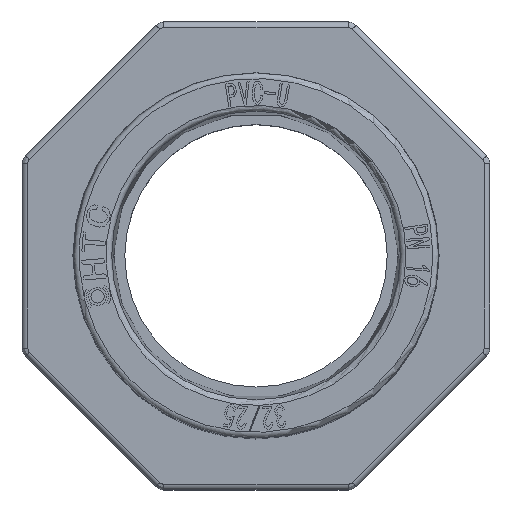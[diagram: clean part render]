
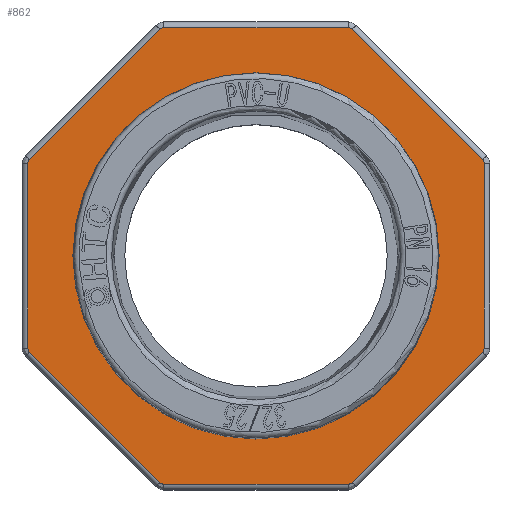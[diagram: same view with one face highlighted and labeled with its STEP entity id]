
A CAD part, top view. The second image highlights one B-rep face of the part: STEP entity #862.
In plain terms, the highlighted planar face has unit normal (0, 0, 1).
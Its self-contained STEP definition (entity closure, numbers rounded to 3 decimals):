
#862=ADVANCED_FACE('',(#3738,#3739),#1578,.F.);
#1578=PLANE('',#13251);
#2261=LINE('',#21643,#2940);
#2262=LINE('',#21648,#2941);
#2263=LINE('',#21652,#2942);
#2264=LINE('',#21656,#2943);
#2265=LINE('',#21660,#2944);
#2266=LINE('',#21664,#2945);
#2267=LINE('',#21668,#2946);
#2268=LINE('',#21672,#2947);
#2940=VECTOR('',#14204,1.);
#2941=VECTOR('',#14207,1.);
#2942=VECTOR('',#14210,1.);
#2943=VECTOR('',#14213,1.);
#2944=VECTOR('',#14216,1.);
#2945=VECTOR('',#14219,1.);
#2946=VECTOR('',#14222,1.);
#2947=VECTOR('',#14225,1.);
#3614=CIRCLE('',#13231,16.05);
#3616=CIRCLE('',#13243,0.5);
#3617=CIRCLE('',#13244,0.5);
#3618=CIRCLE('',#13245,0.5);
#3619=CIRCLE('',#13246,0.5);
#3620=CIRCLE('',#13247,0.5);
#3621=CIRCLE('',#13248,0.5);
#3622=CIRCLE('',#13249,0.5);
#3623=CIRCLE('',#13250,0.5);
#3738=FACE_BOUND('',#3820,.T.);
#3739=FACE_BOUND('',#3821,.T.);
#3820=EDGE_LOOP('',(#5164,#5165,#5166,#5167,#5168,#5169,#5170,#5171,#5172,
#5173,#5174,#5175,#5176,#5177,#5178,#5179));
#3821=EDGE_LOOP('',(#5180));
#5164=ORIENTED_EDGE('',*,*,#10528,.T.);
#5165=ORIENTED_EDGE('',*,*,#10529,.T.);
#5166=ORIENTED_EDGE('',*,*,#10530,.T.);
#5167=ORIENTED_EDGE('',*,*,#10531,.T.);
#5168=ORIENTED_EDGE('',*,*,#10532,.T.);
#5169=ORIENTED_EDGE('',*,*,#10533,.T.);
#5170=ORIENTED_EDGE('',*,*,#10534,.T.);
#5171=ORIENTED_EDGE('',*,*,#10535,.T.);
#5172=ORIENTED_EDGE('',*,*,#10536,.T.);
#5173=ORIENTED_EDGE('',*,*,#10537,.T.);
#5174=ORIENTED_EDGE('',*,*,#10538,.T.);
#5175=ORIENTED_EDGE('',*,*,#10539,.T.);
#5176=ORIENTED_EDGE('',*,*,#10540,.T.);
#5177=ORIENTED_EDGE('',*,*,#10541,.T.);
#5178=ORIENTED_EDGE('',*,*,#10542,.T.);
#5179=ORIENTED_EDGE('',*,*,#10543,.T.);
#5180=ORIENTED_EDGE('',*,*,#10478,.T.);
#9127=VERTEX_POINT('',#21475);
#9176=VERTEX_POINT('',#21644);
#9177=VERTEX_POINT('',#21645);
#9178=VERTEX_POINT('',#21647);
#9179=VERTEX_POINT('',#21649);
#9180=VERTEX_POINT('',#21651);
#9181=VERTEX_POINT('',#21653);
#9182=VERTEX_POINT('',#21655);
#9183=VERTEX_POINT('',#21657);
#9184=VERTEX_POINT('',#21659);
#9185=VERTEX_POINT('',#21661);
#9186=VERTEX_POINT('',#21663);
#9187=VERTEX_POINT('',#21665);
#9188=VERTEX_POINT('',#21667);
#9189=VERTEX_POINT('',#21669);
#9190=VERTEX_POINT('',#21671);
#9191=VERTEX_POINT('',#21673);
#10478=EDGE_CURVE('',#9127,#9127,#3614,.T.);
#10528=EDGE_CURVE('',#9176,#9177,#2261,.T.);
#10529=EDGE_CURVE('',#9177,#9178,#3616,.T.);
#10530=EDGE_CURVE('',#9178,#9179,#2262,.T.);
#10531=EDGE_CURVE('',#9179,#9180,#3617,.T.);
#10532=EDGE_CURVE('',#9180,#9181,#2263,.T.);
#10533=EDGE_CURVE('',#9181,#9182,#3618,.T.);
#10534=EDGE_CURVE('',#9182,#9183,#2264,.T.);
#10535=EDGE_CURVE('',#9183,#9184,#3619,.T.);
#10536=EDGE_CURVE('',#9184,#9185,#2265,.T.);
#10537=EDGE_CURVE('',#9185,#9186,#3620,.T.);
#10538=EDGE_CURVE('',#9186,#9187,#2266,.T.);
#10539=EDGE_CURVE('',#9187,#9188,#3621,.T.);
#10540=EDGE_CURVE('',#9188,#9189,#2267,.T.);
#10541=EDGE_CURVE('',#9189,#9190,#3622,.T.);
#10542=EDGE_CURVE('',#9190,#9191,#2268,.T.);
#10543=EDGE_CURVE('',#9191,#9176,#3623,.T.);
#13231=AXIS2_PLACEMENT_3D('',#21474,#14140,#14141);
#13243=AXIS2_PLACEMENT_3D('',#21646,#14205,#14206);
#13244=AXIS2_PLACEMENT_3D('',#21650,#14208,#14209);
#13245=AXIS2_PLACEMENT_3D('',#21654,#14211,#14212);
#13246=AXIS2_PLACEMENT_3D('',#21658,#14214,#14215);
#13247=AXIS2_PLACEMENT_3D('',#21662,#14217,#14218);
#13248=AXIS2_PLACEMENT_3D('',#21666,#14220,#14221);
#13249=AXIS2_PLACEMENT_3D('',#21670,#14223,#14224);
#13250=AXIS2_PLACEMENT_3D('',#21674,#14226,#14227);
#13251=AXIS2_PLACEMENT_3D('',#21675,#14228,#14229);
#14140=DIRECTION('',(0.,0.,-1.));
#14141=DIRECTION('',(-1.,0.,0.));
#14204=DIRECTION('',(0.707,0.707,0.));
#14205=DIRECTION('',(0.,0.,1.));
#14206=DIRECTION('',(-1.,0.,0.));
#14207=DIRECTION('',(0.,1.,0.));
#14208=DIRECTION('',(0.,0.,1.));
#14209=DIRECTION('',(-1.,0.,0.));
#14210=DIRECTION('',(-0.707,0.707,0.));
#14211=DIRECTION('',(0.,0.,1.));
#14212=DIRECTION('',(-1.,0.,0.));
#14213=DIRECTION('',(-1.,0.,0.));
#14214=DIRECTION('',(0.,0.,1.));
#14215=DIRECTION('',(-1.,0.,0.));
#14216=DIRECTION('',(-0.707,-0.707,0.));
#14217=DIRECTION('',(0.,0.,1.));
#14218=DIRECTION('',(-1.,0.,0.));
#14219=DIRECTION('',(0.,-1.,0.));
#14220=DIRECTION('',(0.,0.,1.));
#14221=DIRECTION('',(-1.,0.,0.));
#14222=DIRECTION('',(0.707,-0.707,0.));
#14223=DIRECTION('',(0.,0.,1.));
#14224=DIRECTION('',(-1.,0.,0.));
#14225=DIRECTION('',(1.,0.,0.));
#14226=DIRECTION('',(0.,0.,1.));
#14227=DIRECTION('',(-1.,0.,0.));
#14228=DIRECTION('',(0.,0.,-1.));
#14229=DIRECTION('',(-1.,0.,0.));
#21474=CARTESIAN_POINT('',(120.,149.5,23.004));
#21475=CARTESIAN_POINT('',(103.95,149.5,23.004));
#21643=CARTESIAN_POINT('',(139.854,141.069,23.004));
#21644=CARTESIAN_POINT('',(128.431,129.646,23.004));
#21645=CARTESIAN_POINT('',(139.854,141.069,23.004));
#21646=CARTESIAN_POINT('',(139.5,141.423,23.004));
#21647=CARTESIAN_POINT('',(140.,141.423,23.004));
#21648=CARTESIAN_POINT('',(140.,157.577,23.004));
#21649=CARTESIAN_POINT('',(140.,157.577,23.004));
#21650=CARTESIAN_POINT('',(139.5,157.577,23.004));
#21651=CARTESIAN_POINT('',(139.854,157.931,23.004));
#21652=CARTESIAN_POINT('',(128.431,169.354,23.004));
#21653=CARTESIAN_POINT('',(128.431,169.354,23.004));
#21654=CARTESIAN_POINT('',(128.077,169.,23.004));
#21655=CARTESIAN_POINT('',(128.077,169.5,23.004));
#21656=CARTESIAN_POINT('',(111.923,169.5,23.004));
#21657=CARTESIAN_POINT('',(111.923,169.5,23.004));
#21658=CARTESIAN_POINT('',(111.923,169.,23.004));
#21659=CARTESIAN_POINT('',(111.569,169.354,23.004));
#21660=CARTESIAN_POINT('',(100.146,157.931,23.004));
#21661=CARTESIAN_POINT('',(100.146,157.931,23.004));
#21662=CARTESIAN_POINT('',(100.5,157.577,23.004));
#21663=CARTESIAN_POINT('',(100.,157.577,23.004));
#21664=CARTESIAN_POINT('',(100.,141.423,23.004));
#21665=CARTESIAN_POINT('',(100.,141.423,23.004));
#21666=CARTESIAN_POINT('',(100.5,141.423,23.004));
#21667=CARTESIAN_POINT('',(100.146,141.069,23.004));
#21668=CARTESIAN_POINT('',(111.569,129.646,23.004));
#21669=CARTESIAN_POINT('',(111.569,129.646,23.004));
#21670=CARTESIAN_POINT('',(111.923,130.,23.004));
#21671=CARTESIAN_POINT('',(111.923,129.5,23.004));
#21672=CARTESIAN_POINT('',(128.077,129.5,23.004));
#21673=CARTESIAN_POINT('',(128.077,129.5,23.004));
#21674=CARTESIAN_POINT('',(128.077,130.,23.004));
#21675=CARTESIAN_POINT('',(-62.,0.,23.004));
